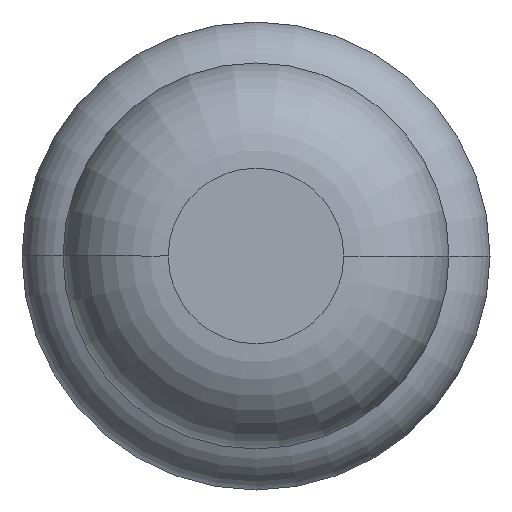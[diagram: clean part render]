
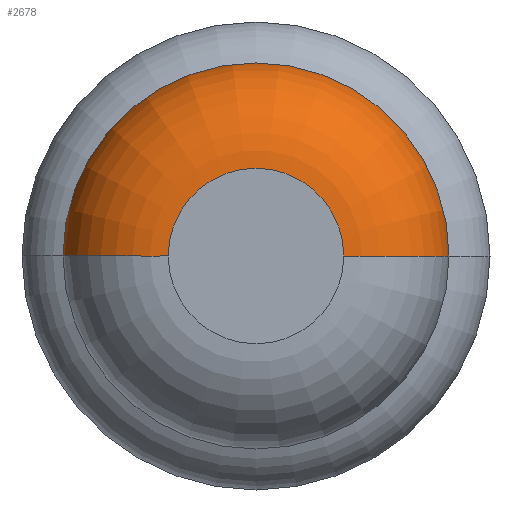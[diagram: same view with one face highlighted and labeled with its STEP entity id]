
A CAD part, front view. The second image highlights one B-rep face of the part: STEP entity #2678.
In plain terms, the highlighted toroidal (fillet/blend) face has major radius 0.375 mm and minor radius 0.45 mm.
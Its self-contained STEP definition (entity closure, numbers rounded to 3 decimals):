
#91 = AXIS2_PLACEMENT_3D ( 'NONE', #3295, #2079, #3022 ) ;
#155 = DIRECTION ( 'NONE',  ( 1., 0., 0. ) ) ;
#217 = ORIENTED_EDGE ( 'NONE', *, *, #2428, .T. ) ;
#761 = CARTESIAN_POINT ( 'NONE',  ( -0.825, -31.55, 0. ) ) ;
#786 = CARTESIAN_POINT ( 'NONE',  ( -0.375, -31.55, 0. ) ) ;
#884 = DIRECTION ( 'NONE',  ( -1., 0., 0. ) ) ;
#896 = DIRECTION ( 'NONE',  ( 0., -1., 0. ) ) ;
#981 = AXIS2_PLACEMENT_3D ( 'NONE', #3456, #1878, #884 ) ;
#1023 = ORIENTED_EDGE ( 'NONE', *, *, #1135, .F. ) ;
#1035 = CARTESIAN_POINT ( 'NONE',  ( -0.375, -32., 0. ) ) ;
#1106 = DIRECTION ( 'NONE',  ( 0., -1., 0. ) ) ;
#1135 = EDGE_CURVE ( 'NONE', #3408, #1493, #3485, .T. ) ;
#1167 = CARTESIAN_POINT ( 'NONE',  ( 0., -31.55, 0. ) ) ;
#1211 = EDGE_CURVE ( 'Defeature ausgef�hrt1_7+Defeature ausgef�hrt1_8+Defeature ausgef�hrt1_8+Defeature ausgef�hrt1_8', #3408, #3035, #2008, .T. ) ;
#1427 = AXIS2_PLACEMENT_3D ( 'NONE', #2731, #1106, #3693 ) ;
#1493 = VERTEX_POINT ( 'NONE', #2985 ) ;
#1806 = ORIENTED_EDGE ( 'NONE', *, *, #3265, .F. ) ;
#1878 = DIRECTION ( 'NONE',  ( 0., 0., -1. ) ) ;
#2008 = CIRCLE ( 'NONE', #1427, 0.825 ) ;
#2079 = DIRECTION ( 'NONE',  ( 0., -1., 0. ) ) ;
#2107 = FACE_OUTER_BOUND ( 'NONE', #2283, .T. ) ;
#2233 = CIRCLE ( 'NONE', #91, 0.375 ) ;
#2283 = EDGE_LOOP ( 'NONE', ( #4067, #217, #1806, #1023 ) ) ;
#2428 = EDGE_CURVE ( 'NONE', #3035, #2458, #3434, .T. ) ;
#2458 = VERTEX_POINT ( 'NONE', #1035 ) ;
#2471 = DIRECTION ( 'NONE',  ( 1., 0., 0. ) ) ;
#2531 = AXIS2_PLACEMENT_3D ( 'NONE', #1167, #896, #2471 ) ;
#2678 = ADVANCED_FACE ( 'Defeature ausgef�hrt1_7', ( #2107 ), #3198, .T. ) ;
#2731 = CARTESIAN_POINT ( 'NONE',  ( 0., -31.55, 0. ) ) ;
#2830 = AXIS2_PLACEMENT_3D ( 'NONE', #786, #3347, #155 ) ;
#2985 = CARTESIAN_POINT ( 'NONE',  ( 0.375, -32., 0. ) ) ;
#3022 = DIRECTION ( 'NONE',  ( 1., 0., 0. ) ) ;
#3035 = VERTEX_POINT ( 'NONE', #761 ) ;
#3198 = TOROIDAL_SURFACE ( 'NONE', #2531, 0.375, 0.45 ) ;
#3265 = EDGE_CURVE ( 'Defeature ausgef�hrt1_6+Defeature ausgef�hrt1_7+Defeature ausgef�hrt1_7+Defeature ausgef�hrt1_7', #1493, #2458, #2233, .T. ) ;
#3295 = CARTESIAN_POINT ( 'NONE',  ( 0., -32., 0. ) ) ;
#3347 = DIRECTION ( 'NONE',  ( 0., 0., 1. ) ) ;
#3408 = VERTEX_POINT ( 'NONE', #4022 ) ;
#3434 = CIRCLE ( 'NONE', #2830, 0.45 ) ;
#3456 = CARTESIAN_POINT ( 'NONE',  ( 0.375, -31.55, 0. ) ) ;
#3485 = CIRCLE ( 'NONE', #981, 0.45 ) ;
#3693 = DIRECTION ( 'NONE',  ( 1., 0., 0. ) ) ;
#4022 = CARTESIAN_POINT ( 'NONE',  ( 0.825, -31.55, 0. ) ) ;
#4067 = ORIENTED_EDGE ( 'NONE', *, *, #1211, .T. ) ;
